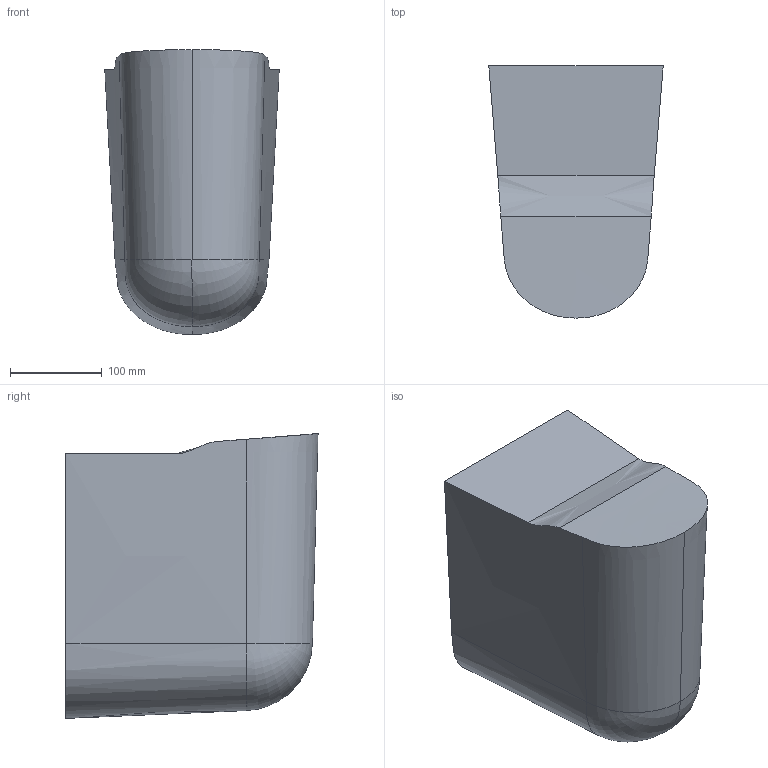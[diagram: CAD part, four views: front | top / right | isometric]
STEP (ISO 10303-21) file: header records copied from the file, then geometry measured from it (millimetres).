
FILE_DESCRIPTION(/* description */ (''),/* implementation_level */ '2;1');
FILE_NAME(/* name */ '726400_Subway_ALBH.stp',/* time_stamp */ '2019-02-22T09:26:50+01:00',/* author */ (''),/* organization */ (''),/* preprocessor_version */ 'ST-DEVELOPER v16',/* originating_system */ 'SIEMENS PLM Software NX 10.0',/* authorisation */ '');
FILE_SCHEMA (('AUTOMOTIVE_DESIGN { 1 0 10303 214 3 1 1 1 }'));
Length unit declared in the file: millimetre
Products named in the file (1): math27C8D09Cbel3
Bounding box: 189.8 x 274.32 x 310 mm (x, y, z)
Volume: 11257877.4 mm3; surface area: 296093.9 mm2
Topology: 1 solids, 1 shells, 12 faces, 39 edges, 29 vertices
Faces by surface type: bspline 11, plane 1
Entity records: 2984 total; most frequent: CARTESIAN_POINT 2709, ORIENTED_EDGE 78, EDGE_CURVE 39, B_SPLINE_CURVE_WITH_KNOTS 39, VERTEX_POINT 29, ADVANCED_FACE 12, FACE_OUTER_BOUND 12, EDGE_LOOP 12
